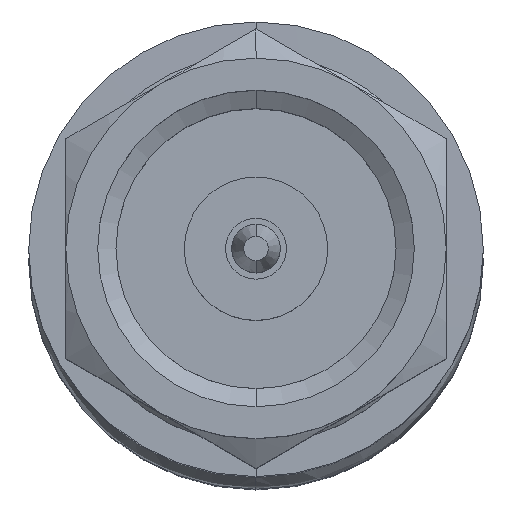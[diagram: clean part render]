
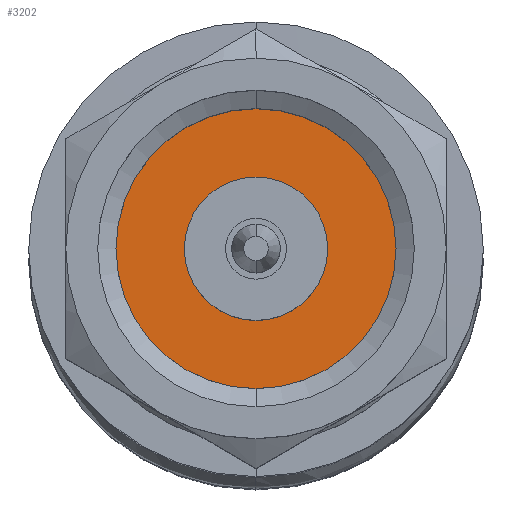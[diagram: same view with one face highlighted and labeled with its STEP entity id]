
A CAD part, top view. The second image highlights one B-rep face of the part: STEP entity #3202.
In plain terms, the highlighted face is planar.
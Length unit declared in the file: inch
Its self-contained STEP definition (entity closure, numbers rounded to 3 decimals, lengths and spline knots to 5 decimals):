
#145 = AXIS2_PLACEMENT_3D ( 'NONE', #3159, #2184, #2822 ) ;
#176 = AXIS2_PLACEMENT_3D ( 'NONE', #2990, #2651, #960 ) ;
#308 = VERTEX_POINT ( 'NONE', #2491 ) ;
#528 = EDGE_CURVE ( 'NONE', #655, #3994, #3299, .T. ) ;
#564 = CARTESIAN_POINT ( 'NONE',  ( 0., 0.05176, 0.13 ) ) ;
#655 = VERTEX_POINT ( 'NONE', #1908 ) ;
#753 = FACE_OUTER_BOUND ( 'NONE', #3882, .T. ) ;
#805 = DIRECTION ( 'NONE',  ( 0., 0., -1. ) ) ;
#819 = DIRECTION ( 'NONE',  ( 0., -1., 0. ) ) ;
#955 = AXIS2_PLACEMENT_3D ( 'NONE', #3995, #819, #2157 ) ;
#960 = DIRECTION ( 'NONE',  ( 0., 0., 1. ) ) ;
#1463 = AXIS2_PLACEMENT_3D ( 'NONE', #3838, #2138, #2099 ) ;
#1533 = EDGE_CURVE ( 'NONE', #4010, #308, #4411, .T. ) ;
#1756 = PLANE ( 'NONE',  #145 ) ;
#1908 = CARTESIAN_POINT ( 'NONE',  ( 0., 0.05176, -0.13 ) ) ;
#1981 = CARTESIAN_POINT ( 'NONE',  ( 0., 0.05176, 0.05887 ) ) ;
#2068 = AXIS2_PLACEMENT_3D ( 'NONE', #2907, #4327, #805 ) ;
#2099 = DIRECTION ( 'NONE',  ( 0., 0., 1. ) ) ;
#2138 = DIRECTION ( 'NONE',  ( 0., -1., 0. ) ) ;
#2157 = DIRECTION ( 'NONE',  ( 0., 0., -1. ) ) ;
#2184 = DIRECTION ( 'NONE',  ( 0., 1., 0. ) ) ;
#2470 = ORIENTED_EDGE ( 'NONE', *, *, #1533, .F. ) ;
#2491 = CARTESIAN_POINT ( 'NONE',  ( 0., 0.05176, -0.05887 ) ) ;
#2604 = ORIENTED_EDGE ( 'NONE', *, *, #3706, .T. ) ;
#2651 = DIRECTION ( 'NONE',  ( 0., -1., 0. ) ) ;
#2745 = ORIENTED_EDGE ( 'NONE', *, *, #4548, .F. ) ;
#2772 = EDGE_LOOP ( 'NONE', ( #2470, #2745 ) ) ;
#2822 = DIRECTION ( 'NONE',  ( 0., 0., 1. ) ) ;
#2907 = CARTESIAN_POINT ( 'NONE',  ( 0., 0.05176, 0. ) ) ;
#2990 = CARTESIAN_POINT ( 'NONE',  ( 0., 0.05176, 0. ) ) ;
#3019 = ORIENTED_EDGE ( 'NONE', *, *, #528, .T. ) ;
#3049 = CIRCLE ( 'NONE', #176, 0.05887 ) ;
#3054 = FACE_BOUND ( 'NONE', #2772, .T. ) ;
#3159 = CARTESIAN_POINT ( 'NONE',  ( 0., 0.05176, -0.13 ) ) ;
#3202 = ADVANCED_FACE ( 'NONE', ( #3054, #753 ), #1756, .F. ) ;
#3299 = CIRCLE ( 'NONE', #2068, 0.13 ) ;
#3706 = EDGE_CURVE ( 'NONE', #3994, #655, #3910, .T. ) ;
#3838 = CARTESIAN_POINT ( 'NONE',  ( 0., 0.05176, 0. ) ) ;
#3882 = EDGE_LOOP ( 'NONE', ( #3019, #2604 ) ) ;
#3910 = CIRCLE ( 'NONE', #955, 0.13 ) ;
#3994 = VERTEX_POINT ( 'NONE', #564 ) ;
#3995 = CARTESIAN_POINT ( 'NONE',  ( 0., 0.05176, 0. ) ) ;
#4010 = VERTEX_POINT ( 'NONE', #1981 ) ;
#4327 = DIRECTION ( 'NONE',  ( 0., -1., 0. ) ) ;
#4411 = CIRCLE ( 'NONE', #1463, 0.05887 ) ;
#4548 = EDGE_CURVE ( 'NONE', #308, #4010, #3049, .T. ) ;
